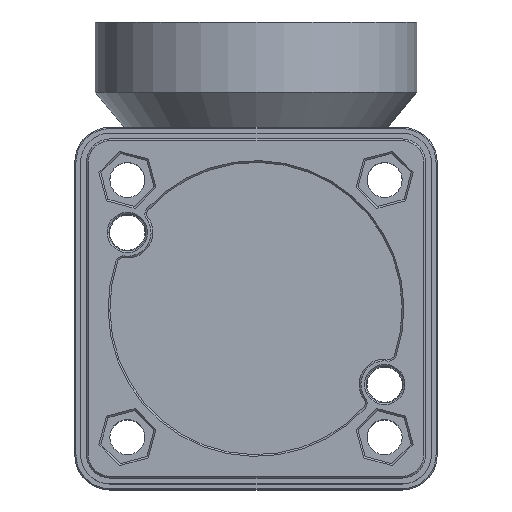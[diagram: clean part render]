
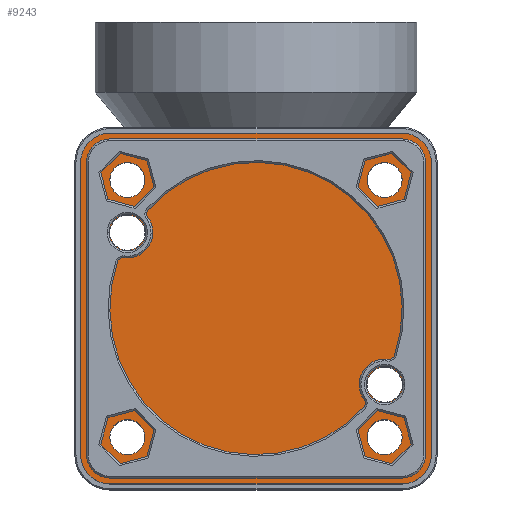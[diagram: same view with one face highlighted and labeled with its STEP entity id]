
A CAD part, top view. The second image highlights one B-rep face of the part: STEP entity #9243.
In plain terms, the highlighted planar face has unit normal (0, 0, 1).
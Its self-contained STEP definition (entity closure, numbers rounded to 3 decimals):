
#591=FACE_BOUND('',#2099,.T.);
#592=FACE_BOUND('',#2100,.T.);
#593=FACE_BOUND('',#2101,.T.);
#594=FACE_BOUND('',#2102,.T.);
#595=FACE_BOUND('',#2103,.T.);
#596=FACE_BOUND('',#2104,.T.);
#902=PLANE('',#10118);
#1452=FACE_OUTER_BOUND('',#2098,.T.);
#2098=EDGE_LOOP('',(#8569,#8570,#8571,#8572,#8573,#8574,#8575,#8576));
#2099=EDGE_LOOP('',(#8577));
#2100=EDGE_LOOP('',(#8578));
#2101=EDGE_LOOP('',(#8579));
#2102=EDGE_LOOP('',(#8580));
#2103=EDGE_LOOP('',(#8581));
#2104=EDGE_LOOP('',(#8582));
#2487=CIRCLE('',#10085,5.);
#2489=CIRCLE('',#10089,5.);
#2491=CIRCLE('',#10092,3.);
#2493=CIRCLE('',#10095,3.025);
#2495=CIRCLE('',#10098,3.);
#2497=CIRCLE('',#10101,3.025);
#2499=CIRCLE('',#10104,3.);
#2501=CIRCLE('',#10107,3.);
#2503=CIRCLE('',#10111,5.);
#2505=CIRCLE('',#10115,5.);
#3102=LINE('',#21585,#3719);
#3107=LINE('',#21599,#3724);
#3117=LINE('',#21647,#3734);
#3121=LINE('',#21659,#3738);
#3719=VECTOR('',#12317,10.);
#3724=VECTOR('',#12330,10.);
#3734=VECTOR('',#12384,10.);
#3738=VECTOR('',#12396,10.);
#4535=VERTEX_POINT('',#21583);
#4536=VERTEX_POINT('',#21584);
#4539=VERTEX_POINT('',#21592);
#4541=VERTEX_POINT('',#21598);
#4543=VERTEX_POINT('',#21604);
#4545=VERTEX_POINT('',#21610);
#4547=VERTEX_POINT('',#21616);
#4549=VERTEX_POINT('',#21622);
#4551=VERTEX_POINT('',#21628);
#4553=VERTEX_POINT('',#21634);
#4555=VERTEX_POINT('',#21640);
#4557=VERTEX_POINT('',#21646);
#4559=VERTEX_POINT('',#21652);
#4561=VERTEX_POINT('',#21658);
#5861=EDGE_CURVE('',#4535,#4536,#3102,.T.);
#5865=EDGE_CURVE('',#4536,#4539,#2487,.T.);
#5868=EDGE_CURVE('',#4539,#4541,#3107,.T.);
#5871=EDGE_CURVE('',#4541,#4543,#2489,.T.);
#5874=EDGE_CURVE('',#4545,#4545,#2491,.T.);
#5877=EDGE_CURVE('',#4547,#4547,#2493,.T.);
#5880=EDGE_CURVE('',#4549,#4549,#2495,.T.);
#5883=EDGE_CURVE('',#4551,#4551,#2497,.T.);
#5886=EDGE_CURVE('',#4553,#4553,#2499,.T.);
#5889=EDGE_CURVE('',#4555,#4555,#2501,.T.);
#5892=EDGE_CURVE('',#4543,#4557,#3117,.T.);
#5895=EDGE_CURVE('',#4557,#4559,#2503,.T.);
#5898=EDGE_CURVE('',#4559,#4561,#3121,.T.);
#5901=EDGE_CURVE('',#4561,#4535,#2505,.T.);
#8569=ORIENTED_EDGE('',*,*,#5892,.F.);
#8570=ORIENTED_EDGE('',*,*,#5871,.F.);
#8571=ORIENTED_EDGE('',*,*,#5868,.F.);
#8572=ORIENTED_EDGE('',*,*,#5865,.F.);
#8573=ORIENTED_EDGE('',*,*,#5861,.F.);
#8574=ORIENTED_EDGE('',*,*,#5901,.F.);
#8575=ORIENTED_EDGE('',*,*,#5898,.F.);
#8576=ORIENTED_EDGE('',*,*,#5895,.F.);
#8577=ORIENTED_EDGE('',*,*,#5889,.F.);
#8578=ORIENTED_EDGE('',*,*,#5886,.F.);
#8579=ORIENTED_EDGE('',*,*,#5883,.F.);
#8580=ORIENTED_EDGE('',*,*,#5880,.F.);
#8581=ORIENTED_EDGE('',*,*,#5877,.F.);
#8582=ORIENTED_EDGE('',*,*,#5874,.F.);
#9243=ADVANCED_FACE('',(#1452,#591,#592,#593,#594,#595,#596),#902,.T.);
#10085=AXIS2_PLACEMENT_3D('',#21593,#12323,#12324);
#10089=AXIS2_PLACEMENT_3D('',#21605,#12335,#12336);
#10092=AXIS2_PLACEMENT_3D('',#21611,#12342,#12343);
#10095=AXIS2_PLACEMENT_3D('',#21617,#12349,#12350);
#10098=AXIS2_PLACEMENT_3D('',#21623,#12356,#12357);
#10101=AXIS2_PLACEMENT_3D('',#21629,#12363,#12364);
#10104=AXIS2_PLACEMENT_3D('',#21635,#12370,#12371);
#10107=AXIS2_PLACEMENT_3D('',#21641,#12377,#12378);
#10111=AXIS2_PLACEMENT_3D('',#21653,#12389,#12390);
#10115=AXIS2_PLACEMENT_3D('',#21664,#12401,#12402);
#10118=AXIS2_PLACEMENT_3D('',#21667,#12407,#12408);
#12317=DIRECTION('',(1.,0.,0.));
#12323=DIRECTION('center_axis',(0.,0.,-1.));
#12324=DIRECTION('ref_axis',(1.,0.,0.));
#12330=DIRECTION('',(0.,-1.,0.));
#12335=DIRECTION('center_axis',(0.,0.,-1.));
#12336=DIRECTION('ref_axis',(0.,-1.,0.));
#12342=DIRECTION('center_axis',(0.,0.,1.));
#12343=DIRECTION('ref_axis',(0.,1.,0.));
#12349=DIRECTION('center_axis',(0.,0.,1.));
#12350=DIRECTION('ref_axis',(1.,0.,0.));
#12356=DIRECTION('center_axis',(0.,0.,1.));
#12357=DIRECTION('ref_axis',(0.,-1.,0.));
#12363=DIRECTION('center_axis',(0.,0.,1.));
#12364=DIRECTION('ref_axis',(1.,0.,0.));
#12370=DIRECTION('center_axis',(0.,0.,1.));
#12371=DIRECTION('ref_axis',(1.,0.,0.));
#12377=DIRECTION('center_axis',(0.,0.,1.));
#12378=DIRECTION('ref_axis',(-1.,0.,0.));
#12384=DIRECTION('',(-1.,0.,0.));
#12389=DIRECTION('center_axis',(0.,0.,-1.));
#12390=DIRECTION('ref_axis',(-1.,0.,0.));
#12396=DIRECTION('',(0.,1.,0.));
#12401=DIRECTION('center_axis',(0.,0.,-1.));
#12402=DIRECTION('ref_axis',(0.,1.,0.));
#12407=DIRECTION('center_axis',(0.,0.,1.));
#12408=DIRECTION('ref_axis',(1.,0.,0.));
#21583=CARTESIAN_POINT('',(-25.,30.,35.5));
#21584=CARTESIAN_POINT('',(25.,30.,35.5));
#21585=CARTESIAN_POINT('',(12.5,30.,35.5));
#21592=CARTESIAN_POINT('',(30.,25.,35.5));
#21593=CARTESIAN_POINT('Origin',(25.,25.,35.5));
#21598=CARTESIAN_POINT('',(30.,-25.,35.5));
#21599=CARTESIAN_POINT('',(30.,-12.5,35.5));
#21604=CARTESIAN_POINT('',(25.,-30.,35.5));
#21605=CARTESIAN_POINT('Origin',(25.,-25.,35.5));
#21610=CARTESIAN_POINT('',(22.,-25.,35.5));
#21611=CARTESIAN_POINT('Origin',(22.,-22.,35.5));
#21616=CARTESIAN_POINT('',(-25.025,13.,35.5));
#21617=CARTESIAN_POINT('Origin',(-22.,13.,35.5));
#21622=CARTESIAN_POINT('',(-22.,25.,35.5));
#21623=CARTESIAN_POINT('Origin',(-22.,22.,35.5));
#21628=CARTESIAN_POINT('',(18.975,-13.,35.5));
#21629=CARTESIAN_POINT('Origin',(22.,-13.,35.5));
#21634=CARTESIAN_POINT('',(-25.,-22.,35.5));
#21635=CARTESIAN_POINT('Origin',(-22.,-22.,35.5));
#21640=CARTESIAN_POINT('',(25.,22.,35.5));
#21641=CARTESIAN_POINT('Origin',(22.,22.,35.5));
#21646=CARTESIAN_POINT('',(-25.,-30.,35.5));
#21647=CARTESIAN_POINT('',(-12.5,-30.,35.5));
#21652=CARTESIAN_POINT('',(-30.,-25.,35.5));
#21653=CARTESIAN_POINT('Origin',(-25.,-25.,35.5));
#21658=CARTESIAN_POINT('',(-30.,25.,35.5));
#21659=CARTESIAN_POINT('',(-30.,12.5,35.5));
#21664=CARTESIAN_POINT('Origin',(-25.,25.,35.5));
#21667=CARTESIAN_POINT('Origin',(0.,0.,
35.5));
